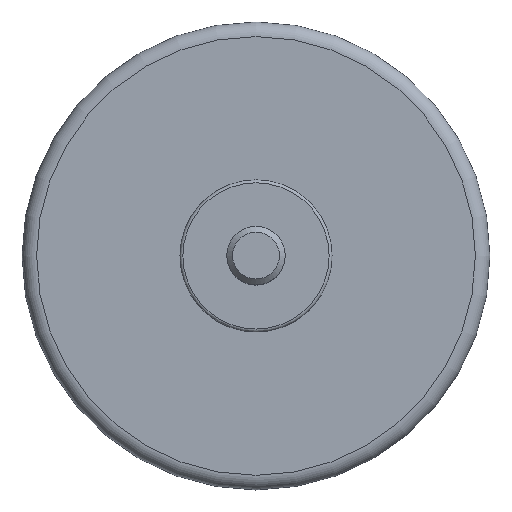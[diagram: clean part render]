
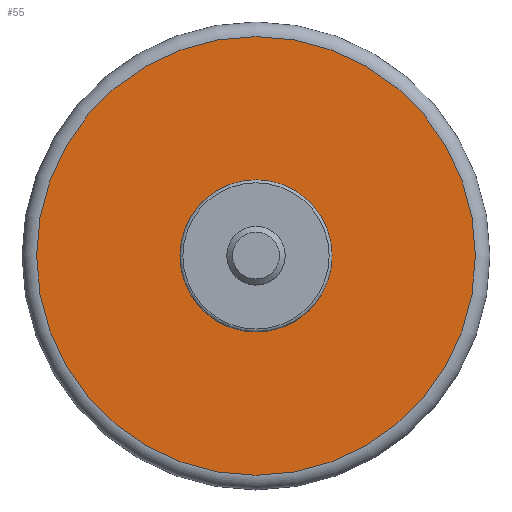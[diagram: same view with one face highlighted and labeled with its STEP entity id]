
A CAD part, top view. The second image highlights one B-rep face of the part: STEP entity #55.
In plain terms, the highlighted planar face has unit normal (0, 0, 1).
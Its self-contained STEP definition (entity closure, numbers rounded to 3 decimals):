
#55 = ADVANCED_FACE( '', ( #112, #113 ), #114, .F. );
#112 = FACE_OUTER_BOUND( '', #161, .T. );
#113 = FACE_BOUND( '', #162, .T. );
#114 = PLANE( '', #163 );
#161 = EDGE_LOOP( '', ( #224 ) );
#162 = EDGE_LOOP( '', ( #225 ) );
#163 = AXIS2_PLACEMENT_3D( '', #226, #227, #228 );
#224 = ORIENTED_EDGE( '', *, *, #237, .T. );
#225 = ORIENTED_EDGE( '', *, *, #244, .F. );
#226 = CARTESIAN_POINT( '', ( 40., 0., 10. ) );
#227 = DIRECTION( '', ( 0., 0., -1. ) );
#228 = DIRECTION( '', ( -1., 0., 0. ) );
#237 = EDGE_CURVE( '', #263, #263, #264, .F. );
#244 = EDGE_CURVE( '', #274, #274, #275, .T. );
#263 = VERTEX_POINT( '', #294 );
#264 = CIRCLE( '', #295, 37.5 );
#274 = VERTEX_POINT( '', #305 );
#275 = CIRCLE( '', #306, 13. );
#294 = CARTESIAN_POINT( '', ( -37.5, 0., 10. ) );
#295 = AXIS2_PLACEMENT_3D( '', #327, #328, #329 );
#305 = CARTESIAN_POINT( '', ( 13., 0., 10. ) );
#306 = AXIS2_PLACEMENT_3D( '', #339, #340, #341 );
#327 = CARTESIAN_POINT( '', ( 0., 0., 10. ) );
#328 = DIRECTION( '', ( 0., 0., -1. ) );
#329 = DIRECTION( '', ( -1., 0., 0. ) );
#339 = CARTESIAN_POINT( '', ( 0., 0., 10. ) );
#340 = DIRECTION( '', ( 0., 0., 1. ) );
#341 = DIRECTION( '', ( 1., 0., 0. ) );
